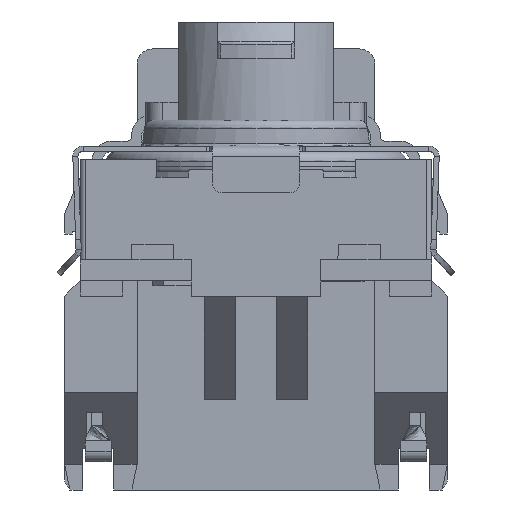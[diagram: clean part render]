
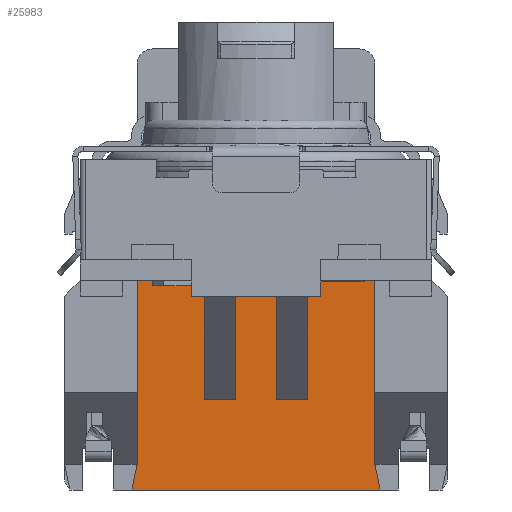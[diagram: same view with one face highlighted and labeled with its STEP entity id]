
A CAD part, front view. The second image highlights one B-rep face of the part: STEP entity #25983.
In plain terms, the highlighted planar face has unit normal (0, 1, 0).
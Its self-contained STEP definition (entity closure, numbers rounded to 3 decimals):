
#2784=FACE_OUTER_BOUND('',#3709,.T.);
#3709=EDGE_LOOP('',(#23121,#23122,#23123,#23124,#23125,#23126,#23127,#23128,
#23129,#23130,#23131,#23132,#23133,#23134,#23135,#23136));
#6073=LINE('',#48536,#9616);
#6074=LINE('',#48538,#9617);
#6075=LINE('',#48540,#9618);
#6076=LINE('',#48542,#9619);
#6077=LINE('',#48544,#9620);
#6078=LINE('',#48546,#9621);
#6079=LINE('',#48548,#9622);
#6080=LINE('',#48550,#9623);
#6081=LINE('',#48552,#9624);
#6082=LINE('',#48554,#9625);
#6083=LINE('',#48556,#9626);
#6084=LINE('',#48558,#9627);
#6085=LINE('',#48560,#9628);
#6086=LINE('',#48562,#9629);
#6087=LINE('',#48564,#9630);
#6088=LINE('',#48565,#9631);
#9616=VECTOR('',#34198,0.45);
#9617=VECTOR('',#34199,3.55);
#9618=VECTOR('',#34200,1.3);
#9619=VECTOR('',#34201,2.3);
#9620=VECTOR('',#34202,0.6);
#9621=VECTOR('',#34203,2.4);
#9622=VECTOR('',#34204,0.8);
#9623=VECTOR('',#34205,2.4);
#9624=VECTOR('',#34206,0.6);
#9625=VECTOR('',#34207,2.3);
#9626=VECTOR('',#34208,1.3);
#9627=VECTOR('',#34209,3.55);
#9628=VECTOR('',#34210,0.45);
#9629=VECTOR('',#34211,0.5);
#9630=VECTOR('',#34212,5.5);
#9631=VECTOR('',#34213,0.5);
#14033=VERTEX_POINT('',#48534);
#14034=VERTEX_POINT('',#48535);
#14035=VERTEX_POINT('',#48537);
#14036=VERTEX_POINT('',#48539);
#14037=VERTEX_POINT('',#48541);
#14038=VERTEX_POINT('',#48543);
#14039=VERTEX_POINT('',#48545);
#14040=VERTEX_POINT('',#48547);
#14041=VERTEX_POINT('',#48549);
#14042=VERTEX_POINT('',#48551);
#14043=VERTEX_POINT('',#48553);
#14044=VERTEX_POINT('',#48555);
#14045=VERTEX_POINT('',#48557);
#14046=VERTEX_POINT('',#48559);
#14047=VERTEX_POINT('',#48561);
#14048=VERTEX_POINT('',#48563);
#18576=EDGE_CURVE('',#14033,#14034,#6073,.T.);
#18577=EDGE_CURVE('',#14034,#14035,#6074,.T.);
#18578=EDGE_CURVE('',#14035,#14036,#6075,.T.);
#18579=EDGE_CURVE('',#14036,#14037,#6076,.T.);
#18580=EDGE_CURVE('',#14037,#14038,#6077,.T.);
#18581=EDGE_CURVE('',#14038,#14039,#6078,.T.);
#18582=EDGE_CURVE('',#14039,#14040,#6079,.T.);
#18583=EDGE_CURVE('',#14040,#14041,#6080,.T.);
#18584=EDGE_CURVE('',#14041,#14042,#6081,.T.);
#18585=EDGE_CURVE('',#14042,#14043,#6082,.T.);
#18586=EDGE_CURVE('',#14043,#14044,#6083,.T.);
#18587=EDGE_CURVE('',#14044,#14045,#6084,.T.);
#18588=EDGE_CURVE('',#14045,#14046,#6085,.T.);
#18589=EDGE_CURVE('',#14046,#14047,#6086,.T.);
#18590=EDGE_CURVE('',#14047,#14048,#6087,.T.);
#18591=EDGE_CURVE('',#14048,#14033,#6088,.T.);
#23121=ORIENTED_EDGE('',*,*,#18576,.T.);
#23122=ORIENTED_EDGE('',*,*,#18577,.T.);
#23123=ORIENTED_EDGE('',*,*,#18578,.T.);
#23124=ORIENTED_EDGE('',*,*,#18579,.T.);
#23125=ORIENTED_EDGE('',*,*,#18580,.T.);
#23126=ORIENTED_EDGE('',*,*,#18581,.T.);
#23127=ORIENTED_EDGE('',*,*,#18582,.T.);
#23128=ORIENTED_EDGE('',*,*,#18583,.T.);
#23129=ORIENTED_EDGE('',*,*,#18584,.T.);
#23130=ORIENTED_EDGE('',*,*,#18585,.T.);
#23131=ORIENTED_EDGE('',*,*,#18586,.T.);
#23132=ORIENTED_EDGE('',*,*,#18587,.T.);
#23133=ORIENTED_EDGE('',*,*,#18588,.T.);
#23134=ORIENTED_EDGE('',*,*,#18589,.T.);
#23135=ORIENTED_EDGE('',*,*,#18590,.T.);
#23136=ORIENTED_EDGE('',*,*,#18591,.T.);
#25121=PLANE('',#29327);
#25983=ADVANCED_FACE('',(#2784),#25121,.T.);
#29327=AXIS2_PLACEMENT_3D('',#48533,#34196,#34197);
#34196=DIRECTION('center_axis',(0.,1.,0.));
#34197=DIRECTION('ref_axis',(0.,0.,1.));
#34198=DIRECTION('',(1.,0.,0.));
#34199=DIRECTION('',(0.,0.,1.));
#34200=DIRECTION('',(1.,0.,0.));
#34201=DIRECTION('',(0.,0.,-1.));
#34202=DIRECTION('',(1.,0.,0.));
#34203=DIRECTION('',(0.,0.,1.));
#34204=DIRECTION('',(1.,0.,0.));
#34205=DIRECTION('',(0.,0.,-1.));
#34206=DIRECTION('',(1.,0.,0.));
#34207=DIRECTION('',(0.,0.,1.));
#34208=DIRECTION('',(1.,0.,0.));
#34209=DIRECTION('',(0.,0.,-1.));
#34210=DIRECTION('',(1.,0.,0.));
#34211=DIRECTION('',(0.,0.,-1.));
#34212=DIRECTION('',(-1.,0.,0.));
#34213=DIRECTION('',(0.,0.,1.));
#48533=CARTESIAN_POINT('Origin',(2.86,2.4,-1.975));
#48534=CARTESIAN_POINT('',(-2.75,2.4,-3.55));
#48535=CARTESIAN_POINT('',(-2.3,2.4,-3.55));
#48536=CARTESIAN_POINT('',(-2.75,2.4,-3.55));
#48537=CARTESIAN_POINT('',(-2.3,2.4,0.));
#48538=CARTESIAN_POINT('',(-2.3,2.4,-3.55));
#48539=CARTESIAN_POINT('',(-1.,2.4,0.));
#48540=CARTESIAN_POINT('',(-2.3,2.4,0.));
#48541=CARTESIAN_POINT('',(-1.,2.4,-2.3));
#48542=CARTESIAN_POINT('',(-1.,2.4,0.));
#48543=CARTESIAN_POINT('',(-0.4,2.4,-2.3));
#48544=CARTESIAN_POINT('',(-1.,2.4,-2.3));
#48545=CARTESIAN_POINT('',(-0.4,2.4,0.1));
#48546=CARTESIAN_POINT('',(-0.4,2.4,-2.3));
#48547=CARTESIAN_POINT('',(0.4,2.4,0.1));
#48548=CARTESIAN_POINT('',(-0.4,2.4,0.1));
#48549=CARTESIAN_POINT('',(0.4,2.4,-2.3));
#48550=CARTESIAN_POINT('',(0.4,2.4,0.1));
#48551=CARTESIAN_POINT('',(1.,2.4,-2.3));
#48552=CARTESIAN_POINT('',(0.4,2.4,-2.3));
#48553=CARTESIAN_POINT('',(1.,2.4,0.));
#48554=CARTESIAN_POINT('',(1.,2.4,-2.3));
#48555=CARTESIAN_POINT('',(2.3,2.4,0.));
#48556=CARTESIAN_POINT('',(1.,2.4,0.));
#48557=CARTESIAN_POINT('',(2.3,2.4,-3.55));
#48558=CARTESIAN_POINT('',(2.3,2.4,0.));
#48559=CARTESIAN_POINT('',(2.75,2.4,-3.55));
#48560=CARTESIAN_POINT('',(2.3,2.4,-3.55));
#48561=CARTESIAN_POINT('',(2.75,2.4,-4.05));
#48562=CARTESIAN_POINT('',(2.75,2.4,-3.55));
#48563=CARTESIAN_POINT('',(-2.75,2.4,-4.05));
#48564=CARTESIAN_POINT('',(2.75,2.4,-4.05));
#48565=CARTESIAN_POINT('',(-2.75,2.4,-4.05));
